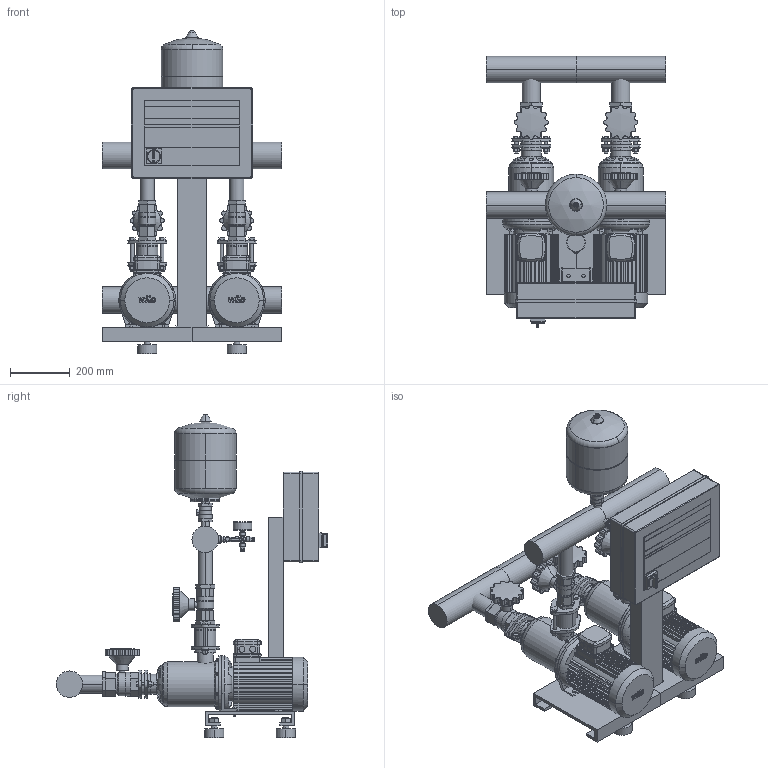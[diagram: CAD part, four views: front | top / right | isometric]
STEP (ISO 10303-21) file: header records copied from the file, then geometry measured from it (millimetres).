
FILE_DESCRIPTION((''),'2;1');
FILE_NAME('3d_CO-2MHI1604N_ER-EB-2534335.stp','2016-08-24T08:02:28',(''),(''),'Mechanical Desktop 2009','Mechanical Desktop 2009',', , ');
FILE_SCHEMA(('CONFIG_CONTROL_DESIGN'));
Length unit declared in the file: millimetre
Products named in the file (1): Product
Bounding box: 600 x 910 x 1085 mm (x, y, z)
Volume: 63338152.4 mm3; surface area: 4203464.5 mm2
Topology: 86 solids, 86 shells, 2464 faces, 6053 edges, 3923 vertices
Faces by surface type: plane 1045, cylinder 853, bspline 337, cone 135, torus 84, sphere 10
Entity records: 78955 total; most frequent: CARTESIAN_POINT 20433, DIRECTION 12170, ORIENTED_EDGE 12098, EDGE_CURVE 6049, AXIS2_PLACEMENT_3D 4387, VERTEX_POINT 3919, VECTOR 3396, LINE 3396
